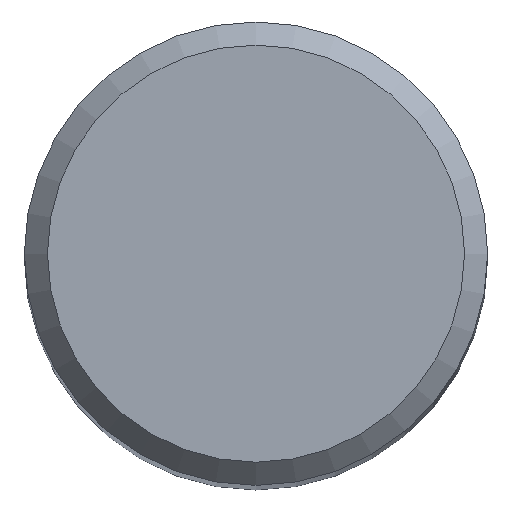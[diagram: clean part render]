
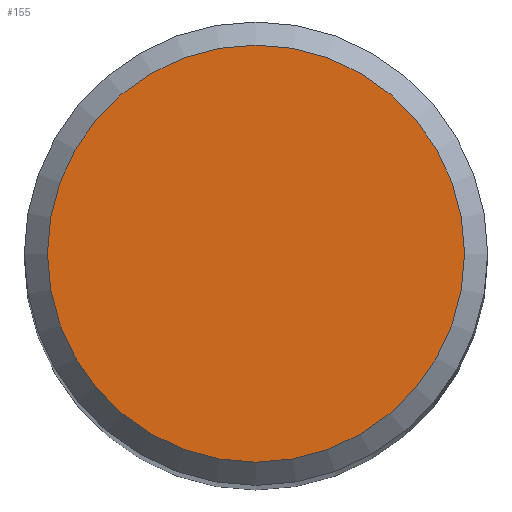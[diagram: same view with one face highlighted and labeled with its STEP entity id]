
A CAD part, top view. The second image highlights one B-rep face of the part: STEP entity #155.
In plain terms, the highlighted planar face has unit normal (0, 0, 1).
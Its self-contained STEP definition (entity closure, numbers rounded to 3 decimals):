
#9 = DIRECTION ( 'NONE',  ( 0., 0., -1. ) ) ;
#25 = CIRCLE ( 'NONE', #65, 2.7 ) ;
#37 = CARTESIAN_POINT ( 'NONE',  ( 0., 2.7, 50. ) ) ;
#65 = AXIS2_PLACEMENT_3D ( 'NONE', #195, #212, #111 ) ;
#100 = CARTESIAN_POINT ( 'NONE',  ( 0., 0., 50. ) ) ;
#111 = DIRECTION ( 'NONE',  ( 0., 1., 0. ) ) ;
#117 = ORIENTED_EDGE ( 'NONE', *, *, #214, .F. ) ;
#144 = FACE_OUTER_BOUND ( 'NONE', #146, .T. ) ;
#146 = EDGE_LOOP ( 'NONE', ( #117 ) ) ;
#155 = ADVANCED_FACE ( 'NONE', ( #144 ), #198, .F. ) ;
#195 = CARTESIAN_POINT ( 'NONE',  ( 0., 0., 50. ) ) ;
#196 = AXIS2_PLACEMENT_3D ( 'NONE', #100, #9, #216 ) ;
#198 = PLANE ( 'NONE',  #196 ) ;
#210 = VERTEX_POINT ( 'NONE', #37 ) ;
#212 = DIRECTION ( 'NONE',  ( 0., 0., -1. ) ) ;
#214 = EDGE_CURVE ( 'NONE', #210, #210, #25, .T. ) ;
#216 = DIRECTION ( 'NONE',  ( 0., 1., 0. ) ) ;
